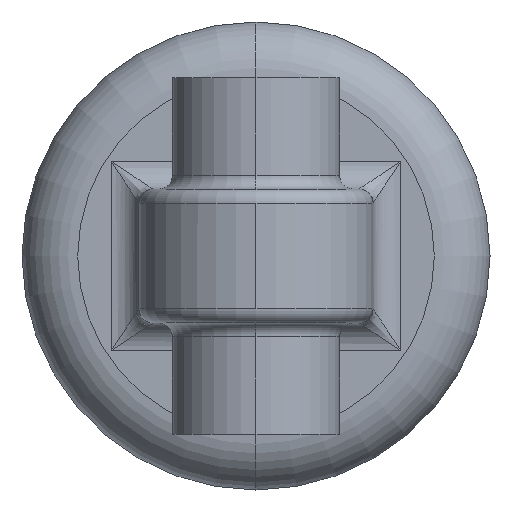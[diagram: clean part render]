
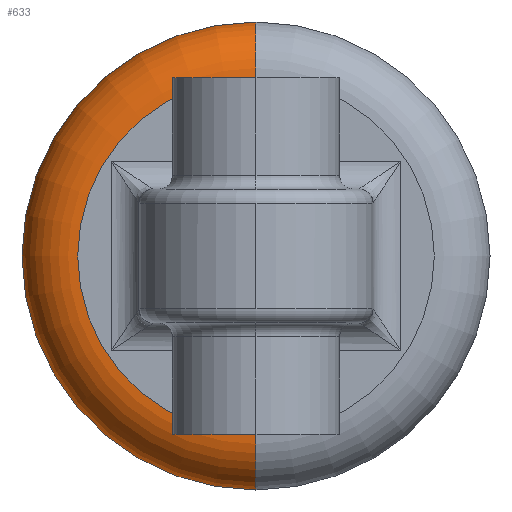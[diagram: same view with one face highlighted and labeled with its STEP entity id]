
A CAD part, left-side view. The second image highlights one B-rep face of the part: STEP entity #633.
In plain terms, the highlighted toroidal (fillet/blend) face has major radius 32 mm and minor radius 10 mm.
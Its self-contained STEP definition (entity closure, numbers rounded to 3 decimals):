
#49 = AXIS2_PLACEMENT_3D ( 'NONE', #818, #1416, #432 ) ;
#66 = CARTESIAN_POINT ( 'NONE',  ( 42., 0., 32. ) ) ;
#89 = EDGE_CURVE ( 'NONE', #897, #336, #1124, .T. ) ;
#191 = EDGE_LOOP ( 'NONE', ( #1285, #1435, #388, #739 ) ) ;
#231 = DIRECTION ( 'NONE',  ( 0., 0., -1. ) ) ;
#251 = CARTESIAN_POINT ( 'NONE',  ( 52., 0., 42. ) ) ;
#279 = DIRECTION ( 'NONE',  ( 0., 0., -1. ) ) ;
#311 = CARTESIAN_POINT ( 'NONE',  ( 42., 0., 0. ) ) ;
#333 = CARTESIAN_POINT ( 'NONE',  ( 52., 0., 32. ) ) ;
#336 = VERTEX_POINT ( 'NONE', #251 ) ;
#346 = FACE_OUTER_BOUND ( 'NONE', #191, .T. ) ;
#388 = ORIENTED_EDGE ( 'NONE', *, *, #1165, .F. ) ;
#411 = AXIS2_PLACEMENT_3D ( 'NONE', #1087, #1476, #733 ) ;
#432 = DIRECTION ( 'NONE',  ( 0., 0., -1. ) ) ;
#541 = VERTEX_POINT ( 'NONE', #797 ) ;
#557 = AXIS2_PLACEMENT_3D ( 'NONE', #333, #1422, #1428 ) ;
#576 = AXIS2_PLACEMENT_3D ( 'NONE', #311, #1379, #279 ) ;
#623 = CARTESIAN_POINT ( 'NONE',  ( 52., 0., -42. ) ) ;
#633 = ADVANCED_FACE ( 'NONE', ( #346 ), #643, .T. ) ;
#643 = TOROIDAL_SURFACE ( 'NONE', #1187, 32., 10. ) ;
#679 = CIRCLE ( 'NONE', #576, 32. ) ;
#733 = DIRECTION ( 'NONE',  ( 0., 0., -1. ) ) ;
#739 = ORIENTED_EDGE ( 'NONE', *, *, #1278, .F. ) ;
#797 = CARTESIAN_POINT ( 'NONE',  ( 42., 0., -32. ) ) ;
#818 = CARTESIAN_POINT ( 'NONE',  ( 52., 0., 0. ) ) ;
#831 = CARTESIAN_POINT ( 'NONE',  ( 52., 0., 0. ) ) ;
#895 = EDGE_CURVE ( 'NONE', #897, #541, #679, .T. ) ;
#897 = VERTEX_POINT ( 'NONE', #66 ) ;
#1087 = CARTESIAN_POINT ( 'NONE',  ( 52., 0., -32. ) ) ;
#1124 = CIRCLE ( 'NONE', #557, 10. ) ;
#1165 = EDGE_CURVE ( 'NONE', #1331, #336, #1470, .T. ) ;
#1187 = AXIS2_PLACEMENT_3D ( 'NONE', #831, #1217, #231 ) ;
#1217 = DIRECTION ( 'NONE',  ( 1., 0., 0. ) ) ;
#1278 = EDGE_CURVE ( 'NONE', #541, #1331, #1309, .T. ) ;
#1285 = ORIENTED_EDGE ( 'NONE', *, *, #895, .F. ) ;
#1309 = CIRCLE ( 'NONE', #411, 10. ) ;
#1331 = VERTEX_POINT ( 'NONE', #623 ) ;
#1379 = DIRECTION ( 'NONE',  ( -1., 0., 0. ) ) ;
#1416 = DIRECTION ( 'NONE',  ( 1., 0., 0. ) ) ;
#1422 = DIRECTION ( 'NONE',  ( 0., 1., 0. ) ) ;
#1428 = DIRECTION ( 'NONE',  ( 0., 0., 1. ) ) ;
#1435 = ORIENTED_EDGE ( 'NONE', *, *, #89, .T. ) ;
#1470 = CIRCLE ( 'NONE', #49, 42. ) ;
#1476 = DIRECTION ( 'NONE',  ( 0., -1., 0. ) ) ;
